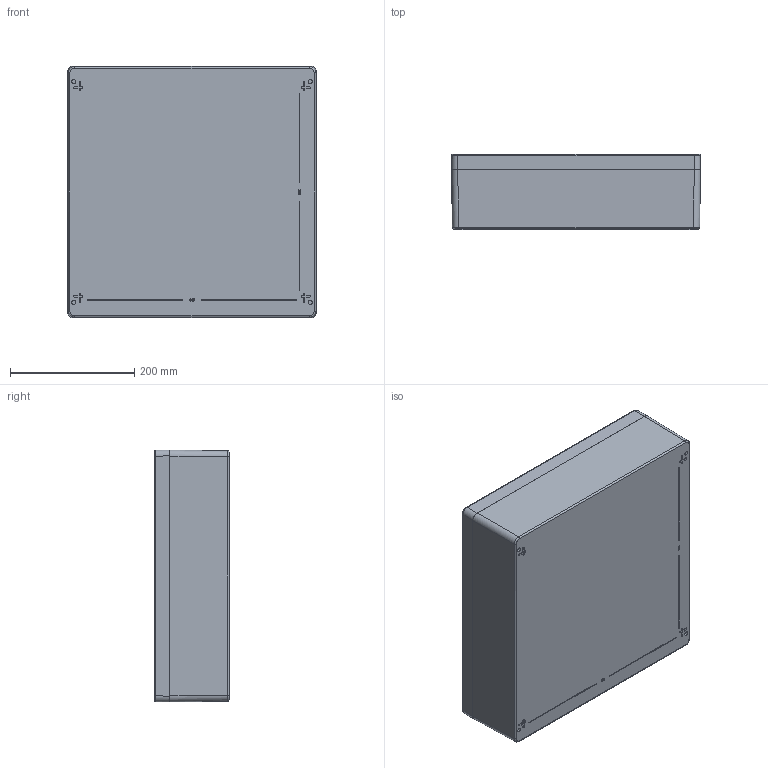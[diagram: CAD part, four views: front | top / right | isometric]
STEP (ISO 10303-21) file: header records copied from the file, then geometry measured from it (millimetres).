
FILE_DESCRIPTION (( 'STEP AP203' ), '1' );
FILE_NAME ('1590ZGRP253.step', '2020-11-14T20:14:02', ( 'ADC123' ), ( 'Microsoft' ), 'SwSTEP 2.0', 'SolidWorks 2019', '' );
FILE_SCHEMA (( 'CONFIG_CONTROL_DESIGN' ));
Length unit declared in the file: inch
Products named in the file (1): 1590ZGRP253
Bounding box: 400 x 121 x 405 mm (x, y, z)
Volume: 3332515.4 mm3; surface area: 1353727.2 mm2
Topology: 8 solids, 8 shells, 657 faces, 1714 edges, 1113 vertices
Faces by surface type: plane 296, bspline 147, cone 124, cylinder 90
Full cylindrical faces by diameter (mm): 4 x8, 4.917 x10, 5.28 x4, 5.8 x4, 5.88 x4, 6.3 x4, 7 x4, 7.5 x6
Entity records: 21978 total; most frequent: CARTESIAN_POINT 7248, ORIENTED_EDGE 3154, DIRECTION 2611, EDGE_CURVE 1577, VERTEX_POINT 1076, AXIS2_PLACEMENT_3D 897, EDGE_LOOP 827, LINE 817
